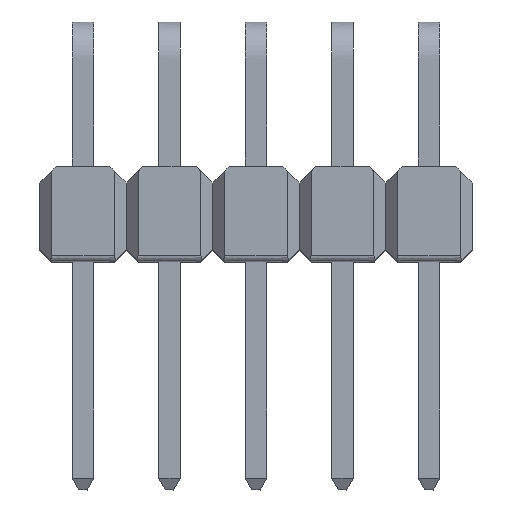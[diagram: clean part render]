
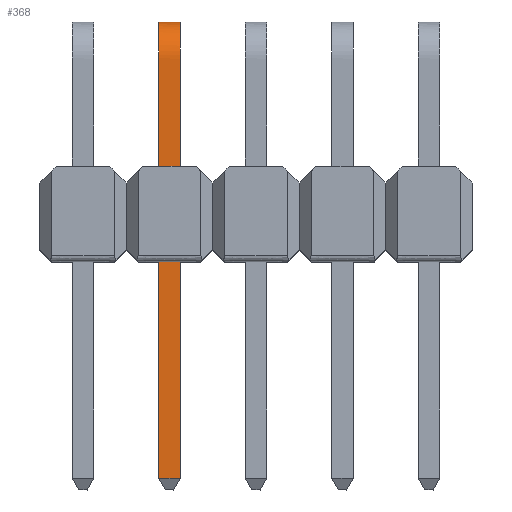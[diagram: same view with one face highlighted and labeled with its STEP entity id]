
A CAD part, top view. The second image highlights one B-rep face of the part: STEP entity #368.
In plain terms, the highlighted free-form (B-spline) face has degree [1, 2] with [2, 9] control points.
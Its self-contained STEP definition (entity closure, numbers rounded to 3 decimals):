
#368=ADVANCED_FACE('',(#768),#13084,.T.);
#768=FACE_OUTER_BOUND('',#1173,.T.);
#1173=EDGE_LOOP('',(#1987,#1988,#1989,#1990));
#1987=ORIENTED_EDGE('',*,*,#8968,.T.);
#1988=ORIENTED_EDGE('',*,*,#8958,.F.);
#1989=ORIENTED_EDGE('',*,*,#8969,.T.);
#1990=ORIENTED_EDGE('',*,*,#8965,.F.);
#3543=(
BOUNDED_CURVE()
B_SPLINE_CURVE(2,(#16753,#16754,#16755,#16756,#16757,#16758,#16759,#16760,
#16761),.UNSPECIFIED.,.F.,.F.)
B_SPLINE_CURVE_WITH_KNOTS((3,2,2,2,3),(-59.405,-47.092,
-45.388,-42.385,-39.845),.UNSPECIFIED.)
CURVE()
GEOMETRIC_REPRESENTATION_ITEM()
RATIONAL_B_SPLINE_CURVE((1.,1.,1.,0.707,1.,1.,1.,1.,1.))
REPRESENTATION_ITEM('')
);
#3544=(
BOUNDED_CURVE()
B_SPLINE_CURVE(2,(#16762,#16763,#16764,#16765,#16766,#16767,#16768,#16769,
#16770),.UNSPECIFIED.,.F.,.F.)
B_SPLINE_CURVE_WITH_KNOTS((3,2,2,2,3),(-59.405,-47.092,
-45.388,-42.385,-39.845),.UNSPECIFIED.)
CURVE()
GEOMETRIC_REPRESENTATION_ITEM()
RATIONAL_B_SPLINE_CURVE((1.,1.,1.,0.707,1.,1.,1.,1.,1.))
REPRESENTATION_ITEM('')
);
#3549=(
BOUNDED_CURVE()
B_SPLINE_CURVE(2,(#16831,#16832,#16833,#16834,#16835,#16836,#16837,#16838,
#16839),.UNSPECIFIED.,.F.,.F.)
B_SPLINE_CURVE_WITH_KNOTS((3,2,2,2,3),(39.845,42.385,
45.388,47.092,59.405),.UNSPECIFIED.)
CURVE()
GEOMETRIC_REPRESENTATION_ITEM()
RATIONAL_B_SPLINE_CURVE((1.,1.,1.,1.,1.,0.707,1.,1.,1.))
REPRESENTATION_ITEM('')
);
#3550=(
BOUNDED_CURVE()
B_SPLINE_CURVE(2,(#16840,#16841,#16842,#16843,#16844,#16845,#16846,#16847,
#16848),.UNSPECIFIED.,.F.,.F.)
B_SPLINE_CURVE_WITH_KNOTS((3,2,2,2,3),(39.845,42.385,
45.388,47.092,59.405),.UNSPECIFIED.)
CURVE()
GEOMETRIC_REPRESENTATION_ITEM()
RATIONAL_B_SPLINE_CURVE((1.,1.,1.,1.,1.,0.707,1.,1.,1.))
REPRESENTATION_ITEM('')
);
#4225=PCURVE('',#13192,#6215);
#4232=PCURVE('',#13193,#6222);
#4237=PCURVE('',#13084,#6227);
#4238=PCURVE('',#13084,#6228);
#4239=PCURVE('',#13084,#6229);
#4240=PCURVE('',#13084,#6230);
#4251=PCURVE('',#13196,#6241);
#4273=PCURVE('',#13202,#6263);
#6215=DEFINITIONAL_REPRESENTATION('',(#3544),#23531);
#6222=DEFINITIONAL_REPRESENTATION('',(#3550),#23531);
#6227=DEFINITIONAL_REPRESENTATION('',(#10397),#23531);
#6228=DEFINITIONAL_REPRESENTATION('',(#10398),#23531);
#6229=DEFINITIONAL_REPRESENTATION('',(#10400),#23531);
#6230=DEFINITIONAL_REPRESENTATION('',(#10401),#23531);
#6241=DEFINITIONAL_REPRESENTATION('',(#10419),#23531);
#6263=DEFINITIONAL_REPRESENTATION('',(#10449),#23531);
#7963=SURFACE_CURVE('',#3543,(#4225,#4238),.PCURVE_S1.);
#7970=SURFACE_CURVE('',#3549,(#4232,#4240),.PCURVE_S1.);
#7973=SURFACE_CURVE('',#10396,(#4237,#4273),.PCURVE_S1.);
#7974=SURFACE_CURVE('',#10399,(#4239,#4251),.PCURVE_S1.);
#8958=EDGE_CURVE('',#12595,#12598,#7963,.T.);
#8965=EDGE_CURVE('',#12602,#12599,#7970,.T.);
#8968=EDGE_CURVE('',#12602,#12598,#7973,.T.);
#8969=EDGE_CURVE('',#12595,#12599,#7974,.T.);
#10396=B_SPLINE_CURVE_WITH_KNOTS('',1,(#16861,#16862),.UNSPECIFIED.,.F.,
 .F.,(2,2),(0.,0.63),.UNSPECIFIED.);
#10397=B_SPLINE_CURVE_WITH_KNOTS('',1,(#16863,#16864),.UNSPECIFIED.,.F.,
 .F.,(2,2),(0.,0.63),.UNSPECIFIED.);
#10398=B_SPLINE_CURVE_WITH_KNOTS('',1,(#16865,#16866),.UNSPECIFIED.,.F.,
 .F.,(2,2),(-59.405,-39.845),.UNSPECIFIED.);
#10399=B_SPLINE_CURVE_WITH_KNOTS('',1,(#16867,#16868),.UNSPECIFIED.,.F.,
 .F.,(2,2),(0.,0.63),.UNSPECIFIED.);
#10400=B_SPLINE_CURVE_WITH_KNOTS('',1,(#16869,#16870),.UNSPECIFIED.,.F.,
 .F.,(2,2),(0.,0.63),.UNSPECIFIED.);
#10401=B_SPLINE_CURVE_WITH_KNOTS('',1,(#16871,#16872),.UNSPECIFIED.,.F.,
 .F.,(2,2),(39.845,59.405),.UNSPECIFIED.);
#10419=B_SPLINE_CURVE_WITH_KNOTS('',1,(#16907,#16908),.UNSPECIFIED.,.F.,
 .F.,(2,2),(0.,0.63),.UNSPECIFIED.);
#10449=B_SPLINE_CURVE_WITH_KNOTS('',1,(#16967,#16968),.UNSPECIFIED.,.F.,
 .F.,(2,2),(0.,0.63),.UNSPECIFIED.);
#12595=VERTEX_POINT('',#16737);
#12598=VERTEX_POINT('',#16740);
#12599=VERTEX_POINT('',#16741);
#12602=VERTEX_POINT('',#16744);
#13084=(
BOUNDED_SURFACE()
B_SPLINE_SURFACE(1,2,((#16709,#16710,#16711,#16712,#16713,#16714,#16715,
#16716,#16717),(#16718,#16719,#16720,#16721,#16722,#16723,#16724,#16725,
#16726)),.UNSPECIFIED.,.F.,.F.,.F.)
B_SPLINE_SURFACE_WITH_KNOTS((2,2),(3,2,2,2,3),(0.,0.63),(39.845,
42.385,45.388,47.092,59.405),
 .UNSPECIFIED.)
GEOMETRIC_REPRESENTATION_ITEM()
RATIONAL_B_SPLINE_SURFACE(((1.,1.,1.,1.,1.,0.707,1.,1.,1.),(1.,
1.,1.,1.,1.,0.707,1.,1.,1.)))
REPRESENTATION_ITEM('')
SURFACE()
);
#13192=PLANE('',#13547);
#13193=PLANE('',#13548);
#13196=PLANE('',#13551);
#13202=PLANE('',#13557);
#13547=AXIS2_PLACEMENT_3D('',#16685,#13886,$);
#13548=AXIS2_PLACEMENT_3D('',#16686,#13887,$);
#13551=AXIS2_PLACEMENT_3D('',#16729,#13890,$);
#13557=AXIS2_PLACEMENT_3D('',#16735,#13896,$);
#13886=DIRECTION('',(-1.,0.,0.));
#13887=DIRECTION('',(1.,0.,0.));
#13890=DIRECTION('',(0.,-0.488,0.873));
#13896=DIRECTION('',(0.,0.873,-0.488));
#16685=CARTESIAN_POINT('',(2.225,-10.543,4.675));
#16686=CARTESIAN_POINT('',(2.855,-10.543,4.675));
#16709=CARTESIAN_POINT('',(2.855,2.855,-2.86));
#16710=CARTESIAN_POINT('',(2.855,2.855,-1.59));
#16711=CARTESIAN_POINT('',(2.855,2.855,-0.32));
#16712=CARTESIAN_POINT('',(2.855,2.855,1.635));
#16713=CARTESIAN_POINT('',(2.855,2.855,3.59));
#16714=CARTESIAN_POINT('',(2.855,2.855,4.675));
#16715=CARTESIAN_POINT('',(2.855,1.77,4.675));
#16716=CARTESIAN_POINT('',(2.855,-4.386,4.675));
#16717=CARTESIAN_POINT('',(2.855,-10.543,4.675));
#16718=CARTESIAN_POINT('',(2.224,2.855,-2.86));
#16719=CARTESIAN_POINT('',(2.224,2.855,-1.59));
#16720=CARTESIAN_POINT('',(2.224,2.855,-0.32));
#16721=CARTESIAN_POINT('',(2.224,2.855,1.635));
#16722=CARTESIAN_POINT('',(2.224,2.855,3.59));
#16723=CARTESIAN_POINT('',(2.224,2.855,4.675));
#16724=CARTESIAN_POINT('',(2.224,1.77,4.675));
#16725=CARTESIAN_POINT('',(2.225,-4.387,4.675));
#16726=CARTESIAN_POINT('',(2.225,-10.543,4.675));
#16729=CARTESIAN_POINT('',(2.225,-10.883,4.485));
#16735=CARTESIAN_POINT('',(2.865,2.66,-3.209));
#16737=CARTESIAN_POINT('',(2.225,-10.543,4.675));
#16740=CARTESIAN_POINT('',(2.224,2.855,-2.86));
#16741=CARTESIAN_POINT('',(2.855,-10.543,4.675));
#16744=CARTESIAN_POINT('',(2.855,2.855,-2.86));
#16753=CARTESIAN_POINT('',(2.225,-10.543,4.675));
#16754=CARTESIAN_POINT('',(2.225,-4.387,4.675));
#16755=CARTESIAN_POINT('',(2.224,1.77,4.675));
#16756=CARTESIAN_POINT('',(2.224,2.855,4.675));
#16757=CARTESIAN_POINT('',(2.224,2.855,3.59));
#16758=CARTESIAN_POINT('',(2.224,2.855,1.635));
#16759=CARTESIAN_POINT('',(2.224,2.855,-0.32));
#16760=CARTESIAN_POINT('',(2.224,2.855,-1.59));
#16761=CARTESIAN_POINT('',(2.224,2.855,-2.86));
#16762=CARTESIAN_POINT('',(0.,0.));
#16763=CARTESIAN_POINT('',(6.157,0.));
#16764=CARTESIAN_POINT('',(12.313,0.));
#16765=CARTESIAN_POINT('',(13.398,0.));
#16766=CARTESIAN_POINT('',(13.398,1.085));
#16767=CARTESIAN_POINT('',(13.398,3.04));
#16768=CARTESIAN_POINT('',(13.398,4.995));
#16769=CARTESIAN_POINT('',(13.398,6.265));
#16770=CARTESIAN_POINT('',(13.398,7.535));
#16831=CARTESIAN_POINT('',(2.855,2.855,-2.86));
#16832=CARTESIAN_POINT('',(2.855,2.855,-1.59));
#16833=CARTESIAN_POINT('',(2.855,2.855,-0.32));
#16834=CARTESIAN_POINT('',(2.855,2.855,1.635));
#16835=CARTESIAN_POINT('',(2.855,2.855,3.59));
#16836=CARTESIAN_POINT('',(2.855,2.855,4.675));
#16837=CARTESIAN_POINT('',(2.855,1.77,4.675));
#16838=CARTESIAN_POINT('',(2.855,-4.387,4.675));
#16839=CARTESIAN_POINT('',(2.855,-10.543,4.675));
#16840=CARTESIAN_POINT('',(7.535,13.398));
#16841=CARTESIAN_POINT('',(6.265,13.398));
#16842=CARTESIAN_POINT('',(4.995,13.398));
#16843=CARTESIAN_POINT('',(3.04,13.398));
#16844=CARTESIAN_POINT('',(1.085,13.398));
#16845=CARTESIAN_POINT('',(0.,13.398));
#16846=CARTESIAN_POINT('',(0.,12.313));
#16847=CARTESIAN_POINT('',(0.,6.157));
#16848=CARTESIAN_POINT('',(0.,0.));
#16861=CARTESIAN_POINT('',(2.855,2.855,-2.86));
#16862=CARTESIAN_POINT('',(2.224,2.855,-2.86));
#16863=CARTESIAN_POINT('',(0.,39.845));
#16864=CARTESIAN_POINT('',(0.63,39.845));
#16865=CARTESIAN_POINT('',(0.63,59.405));
#16866=CARTESIAN_POINT('',(0.63,39.845));
#16867=CARTESIAN_POINT('',(2.225,-10.543,4.675));
#16868=CARTESIAN_POINT('',(2.855,-10.543,4.675));
#16869=CARTESIAN_POINT('',(0.63,59.405));
#16870=CARTESIAN_POINT('',(0.,59.405));
#16871=CARTESIAN_POINT('',(0.,39.845));
#16872=CARTESIAN_POINT('',(0.,59.405));
#16907=CARTESIAN_POINT('',(-0.19,0.389));
#16908=CARTESIAN_POINT('',(0.44,0.389));
#16967=CARTESIAN_POINT('',(-0.63,0.));
#16968=CARTESIAN_POINT('',(0.,0.));
#23531=(
GEOMETRIC_REPRESENTATION_CONTEXT(2)
PARAMETRIC_REPRESENTATION_CONTEXT()
REPRESENTATION_CONTEXT('pspace','')
);
